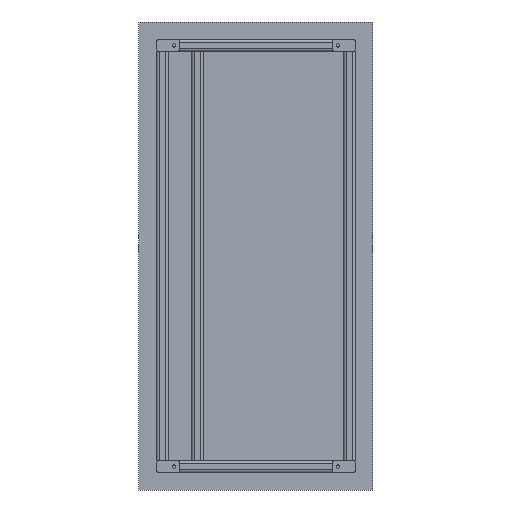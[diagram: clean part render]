
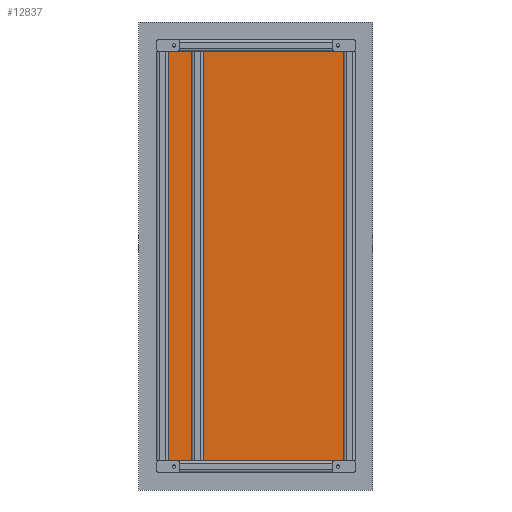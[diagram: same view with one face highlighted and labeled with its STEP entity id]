
A CAD part, front view. The second image highlights one B-rep face of the part: STEP entity #12837.
In plain terms, the highlighted planar face has unit normal (0, -1, 0).
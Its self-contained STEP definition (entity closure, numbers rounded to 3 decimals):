
#3906 = CYLINDRICAL_SURFACE('',#3907,11.43);
#3907 = AXIS2_PLACEMENT_3D('',#3908,#3909,#3910);
#3908 = CARTESIAN_POINT('',(824.23,50.8,-11.43));
#3909 = DIRECTION('',(0.,-1.,0.));
#3910 = DIRECTION('',(1.,0.,0.));
#5266 = CYLINDRICAL_SURFACE('',#5267,11.43);
#5267 = AXIS2_PLACEMENT_3D('',#5268,#5269,#5270);
#5268 = CARTESIAN_POINT('',(824.23,50.8,1789.43));
#5269 = DIRECTION('',(0.,-1.,0.));
#5270 = DIRECTION('',(1.,0.,0.));
#6614 = CYLINDRICAL_SURFACE('',#6615,11.43);
#6615 = AXIS2_PLACEMENT_3D('',#6616,#6617,#6618);
#6616 = CARTESIAN_POINT('',(39.37,50.8,1789.43));
#6617 = DIRECTION('',(0.,-1.,0.));
#6618 = DIRECTION('',(1.,0.,0.));
#7906 = CYLINDRICAL_SURFACE('',#7907,11.43);
#7907 = AXIS2_PLACEMENT_3D('',#7908,#7909,#7910);
#7908 = CARTESIAN_POINT('',(39.37,50.8,-11.43));
#7909 = DIRECTION('',(0.,-1.,0.));
#7910 = DIRECTION('',(1.,0.,0.));
#9001 = VERTEX_POINT('',#9002);
#9002 = CARTESIAN_POINT('',(824.23,50.8,0.));
#9027 = EDGE_CURVE('',#9001,#9028,#9030,.T.);
#9028 = VERTEX_POINT('',#9029);
#9029 = CARTESIAN_POINT('',(812.8,50.8,-11.43));
#9030 = SURFACE_CURVE('',#9031,(#9036,#9043),.PCURVE_S1.);
#9031 = CIRCLE('',#9032,11.43);
#9032 = AXIS2_PLACEMENT_3D('',#9033,#9034,#9035);
#9033 = CARTESIAN_POINT('',(824.23,50.8,-11.43));
#9034 = DIRECTION('',(0.,-1.,0.));
#9035 = DIRECTION('',(1.,0.,0.));
#9036 = PCURVE('',#3906,#9037);
#9037 = DEFINITIONAL_REPRESENTATION('',(#9038),#9042);
#9038 = LINE('',#9039,#9040);
#9039 = CARTESIAN_POINT('',(0.,0.));
#9040 = VECTOR('',#9041,1.);
#9041 = DIRECTION('',(1.,0.));
#9042 = ( GEOMETRIC_REPRESENTATION_CONTEXT(2) 
PARAMETRIC_REPRESENTATION_CONTEXT() REPRESENTATION_CONTEXT('2D SPACE',''
  ) );
#9043 = PCURVE('',#9044,#9049);
#9044 = PLANE('',#9045);
#9045 = AXIS2_PLACEMENT_3D('',#9046,#9047,#9048);
#9046 = CARTESIAN_POINT('',(-76.2,50.8,-127.));
#9047 = DIRECTION('',(0.,-1.,0.));
#9048 = DIRECTION('',(1.,0.,0.));
#9049 = DEFINITIONAL_REPRESENTATION('',(#9050),#9054);
#9050 = CIRCLE('',#9051,11.43);
#9051 = AXIS2_PLACEMENT_2D('',#9052,#9053);
#9052 = CARTESIAN_POINT('',(900.43,115.57));
#9053 = DIRECTION('',(1.,0.));
#9054 = ( GEOMETRIC_REPRESENTATION_CONTEXT(2) 
PARAMETRIC_REPRESENTATION_CONTEXT() REPRESENTATION_CONTEXT('2D SPACE',''
  ) );
#10369 = VERTEX_POINT('',#10370);
#10370 = CARTESIAN_POINT('',(812.8,50.8,1789.43));
#10396 = EDGE_CURVE('',#10369,#10397,#10399,.T.);
#10397 = VERTEX_POINT('',#10398);
#10398 = CARTESIAN_POINT('',(824.23,50.8,1778.));
#10399 = SURFACE_CURVE('',#10400,(#10405,#10412),.PCURVE_S1.);
#10400 = CIRCLE('',#10401,11.43);
#10401 = AXIS2_PLACEMENT_3D('',#10402,#10403,#10404);
#10402 = CARTESIAN_POINT('',(824.23,50.8,1789.43));
#10403 = DIRECTION('',(0.,-1.,0.));
#10404 = DIRECTION('',(1.,0.,0.));
#10405 = PCURVE('',#5266,#10406);
#10406 = DEFINITIONAL_REPRESENTATION('',(#10407),#10411);
#10407 = LINE('',#10408,#10409);
#10408 = CARTESIAN_POINT('',(0.,0.));
#10409 = VECTOR('',#10410,1.);
#10410 = DIRECTION('',(1.,0.));
#10411 = ( GEOMETRIC_REPRESENTATION_CONTEXT(2) 
PARAMETRIC_REPRESENTATION_CONTEXT() REPRESENTATION_CONTEXT('2D SPACE',''
  ) );
#10412 = PCURVE('',#9044,#10413);
#10413 = DEFINITIONAL_REPRESENTATION('',(#10414),#10418);
#10414 = CIRCLE('',#10415,11.43);
#10415 = AXIS2_PLACEMENT_2D('',#10416,#10417);
#10416 = CARTESIAN_POINT('',(900.43,1916.43));
#10417 = DIRECTION('',(1.,0.));
#10418 = ( GEOMETRIC_REPRESENTATION_CONTEXT(2) 
PARAMETRIC_REPRESENTATION_CONTEXT() REPRESENTATION_CONTEXT('2D SPACE',''
  ) );
#11538 = VERTEX_POINT('',#11539);
#11539 = CARTESIAN_POINT('',(39.37,50.8,1778.));
#11564 = EDGE_CURVE('',#11538,#11565,#11567,.T.);
#11565 = VERTEX_POINT('',#11566);
#11566 = CARTESIAN_POINT('',(50.8,50.8,1789.43));
#11567 = SURFACE_CURVE('',#11568,(#11573,#11580),.PCURVE_S1.);
#11568 = CIRCLE('',#11569,11.43);
#11569 = AXIS2_PLACEMENT_3D('',#11570,#11571,#11572);
#11570 = CARTESIAN_POINT('',(39.37,50.8,1789.43));
#11571 = DIRECTION('',(0.,-1.,0.));
#11572 = DIRECTION('',(1.,0.,0.));
#11573 = PCURVE('',#6614,#11574);
#11574 = DEFINITIONAL_REPRESENTATION('',(#11575),#11579);
#11575 = LINE('',#11576,#11577);
#11576 = CARTESIAN_POINT('',(0.,0.));
#11577 = VECTOR('',#11578,1.);
#11578 = DIRECTION('',(1.,0.));
#11579 = ( GEOMETRIC_REPRESENTATION_CONTEXT(2) 
PARAMETRIC_REPRESENTATION_CONTEXT() REPRESENTATION_CONTEXT('2D SPACE',''
  ) );
#11580 = PCURVE('',#9044,#11581);
#11581 = DEFINITIONAL_REPRESENTATION('',(#11582),#11586);
#11582 = CIRCLE('',#11583,11.43);
#11583 = AXIS2_PLACEMENT_2D('',#11584,#11585);
#11584 = CARTESIAN_POINT('',(115.57,1916.43));
#11585 = DIRECTION('',(1.,0.));
#11586 = ( GEOMETRIC_REPRESENTATION_CONTEXT(2) 
PARAMETRIC_REPRESENTATION_CONTEXT() REPRESENTATION_CONTEXT('2D SPACE',''
  ) );
#12276 = VERTEX_POINT('',#12277);
#12277 = CARTESIAN_POINT('',(50.8,50.8,-11.43));
#12302 = EDGE_CURVE('',#12276,#12303,#12305,.T.);
#12303 = VERTEX_POINT('',#12304);
#12304 = CARTESIAN_POINT('',(39.37,50.8,0.));
#12305 = SURFACE_CURVE('',#12306,(#12311,#12318),.PCURVE_S1.);
#12306 = CIRCLE('',#12307,11.43);
#12307 = AXIS2_PLACEMENT_3D('',#12308,#12309,#12310);
#12308 = CARTESIAN_POINT('',(39.37,50.8,-11.43));
#12309 = DIRECTION('',(0.,-1.,0.));
#12310 = DIRECTION('',(1.,0.,0.));
#12311 = PCURVE('',#7906,#12312);
#12312 = DEFINITIONAL_REPRESENTATION('',(#12313),#12317);
#12313 = LINE('',#12314,#12315);
#12314 = CARTESIAN_POINT('',(0.,0.));
#12315 = VECTOR('',#12316,1.);
#12316 = DIRECTION('',(1.,0.));
#12317 = ( GEOMETRIC_REPRESENTATION_CONTEXT(2) 
PARAMETRIC_REPRESENTATION_CONTEXT() REPRESENTATION_CONTEXT('2D SPACE',''
  ) );
#12318 = PCURVE('',#9044,#12319);
#12319 = DEFINITIONAL_REPRESENTATION('',(#12320),#12324);
#12320 = CIRCLE('',#12321,11.43);
#12321 = AXIS2_PLACEMENT_2D('',#12322,#12323);
#12322 = CARTESIAN_POINT('',(115.57,115.57));
#12323 = DIRECTION('',(1.,0.));
#12324 = ( GEOMETRIC_REPRESENTATION_CONTEXT(2) 
PARAMETRIC_REPRESENTATION_CONTEXT() REPRESENTATION_CONTEXT('2D SPACE',''
  ) );
#12826 = CYLINDRICAL_SURFACE('',#12827,11.43);
#12827 = AXIS2_PLACEMENT_3D('',#12828,#12829,#12830);
#12828 = CARTESIAN_POINT('',(824.23,39.37,0.));
#12829 = DIRECTION('',(0.,0.,1.));
#12830 = DIRECTION('',(1.,0.,-0.));
#12837 = ADVANCED_FACE('',(#12838),#9044,.T.);
#12838 = FACE_BOUND('',#12839,.T.);
#12839 = EDGE_LOOP('',(#12840,#12841,#12866,#12867,#12887,#12888,#12914,
    #12915));
#12840 = ORIENTED_EDGE('',*,*,#12302,.F.);
#12841 = ORIENTED_EDGE('',*,*,#12842,.T.);
#12842 = EDGE_CURVE('',#12276,#9028,#12843,.T.);
#12843 = SURFACE_CURVE('',#12844,(#12848,#12855),.PCURVE_S1.);
#12844 = LINE('',#12845,#12846);
#12845 = CARTESIAN_POINT('',(50.8,50.8,-11.43));
#12846 = VECTOR('',#12847,1.);
#12847 = DIRECTION('',(1.,0.,0.));
#12848 = PCURVE('',#9044,#12849);
#12849 = DEFINITIONAL_REPRESENTATION('',(#12850),#12854);
#12850 = LINE('',#12851,#12852);
#12851 = CARTESIAN_POINT('',(127.,115.57));
#12852 = VECTOR('',#12853,1.);
#12853 = DIRECTION('',(1.,0.));
#12854 = ( GEOMETRIC_REPRESENTATION_CONTEXT(2) 
PARAMETRIC_REPRESENTATION_CONTEXT() REPRESENTATION_CONTEXT('2D SPACE',''
  ) );
#12855 = PCURVE('',#12856,#12861);
#12856 = CYLINDRICAL_SURFACE('',#12857,11.43);
#12857 = AXIS2_PLACEMENT_3D('',#12858,#12859,#12860);
#12858 = CARTESIAN_POINT('',(50.8,39.37,-11.43));
#12859 = DIRECTION('',(1.,0.,0.));
#12860 = DIRECTION('',(0.,0.,-1.));
#12861 = DEFINITIONAL_REPRESENTATION('',(#12862),#12865);
#12862 = B_SPLINE_CURVE_WITH_KNOTS('',1,(#12863,#12864),.UNSPECIFIED.,
  .F.,.F.,(2,2),(0.,762.),.PIECEWISE_BEZIER_KNOTS.);
#12863 = CARTESIAN_POINT('',(1.571,0.));
#12864 = CARTESIAN_POINT('',(1.571,762.));
#12865 = ( GEOMETRIC_REPRESENTATION_CONTEXT(2) 
PARAMETRIC_REPRESENTATION_CONTEXT() REPRESENTATION_CONTEXT('2D SPACE',''
  ) );
#12866 = ORIENTED_EDGE('',*,*,#9027,.F.);
#12867 = ORIENTED_EDGE('',*,*,#12868,.T.);
#12868 = EDGE_CURVE('',#9001,#10397,#12869,.T.);
#12869 = SURFACE_CURVE('',#12870,(#12874,#12881),.PCURVE_S1.);
#12870 = LINE('',#12871,#12872);
#12871 = CARTESIAN_POINT('',(824.23,50.8,0.));
#12872 = VECTOR('',#12873,1.);
#12873 = DIRECTION('',(0.,0.,1.));
#12874 = PCURVE('',#9044,#12875);
#12875 = DEFINITIONAL_REPRESENTATION('',(#12876),#12880);
#12876 = LINE('',#12877,#12878);
#12877 = CARTESIAN_POINT('',(900.43,127.));
#12878 = VECTOR('',#12879,1.);
#12879 = DIRECTION('',(0.,1.));
#12880 = ( GEOMETRIC_REPRESENTATION_CONTEXT(2) 
PARAMETRIC_REPRESENTATION_CONTEXT() REPRESENTATION_CONTEXT('2D SPACE',''
  ) );
#12881 = PCURVE('',#12826,#12882);
#12882 = DEFINITIONAL_REPRESENTATION('',(#12883),#12886);
#12883 = B_SPLINE_CURVE_WITH_KNOTS('',1,(#12884,#12885),.UNSPECIFIED.,
  .F.,.F.,(2,2),(0.,1778.),.PIECEWISE_BEZIER_KNOTS.);
#12884 = CARTESIAN_POINT('',(1.571,0.));
#12885 = CARTESIAN_POINT('',(1.571,1778.));
#12886 = ( GEOMETRIC_REPRESENTATION_CONTEXT(2) 
PARAMETRIC_REPRESENTATION_CONTEXT() REPRESENTATION_CONTEXT('2D SPACE',''
  ) );
#12887 = ORIENTED_EDGE('',*,*,#10396,.F.);
#12888 = ORIENTED_EDGE('',*,*,#12889,.F.);
#12889 = EDGE_CURVE('',#11565,#10369,#12890,.T.);
#12890 = SURFACE_CURVE('',#12891,(#12895,#12902),.PCURVE_S1.);
#12891 = LINE('',#12892,#12893);
#12892 = CARTESIAN_POINT('',(50.8,50.8,1789.43));
#12893 = VECTOR('',#12894,1.);
#12894 = DIRECTION('',(1.,0.,0.));
#12895 = PCURVE('',#9044,#12896);
#12896 = DEFINITIONAL_REPRESENTATION('',(#12897),#12901);
#12897 = LINE('',#12898,#12899);
#12898 = CARTESIAN_POINT('',(127.,1916.43));
#12899 = VECTOR('',#12900,1.);
#12900 = DIRECTION('',(1.,0.));
#12901 = ( GEOMETRIC_REPRESENTATION_CONTEXT(2) 
PARAMETRIC_REPRESENTATION_CONTEXT() REPRESENTATION_CONTEXT('2D SPACE',''
  ) );
#12902 = PCURVE('',#12903,#12908);
#12903 = CYLINDRICAL_SURFACE('',#12904,11.43);
#12904 = AXIS2_PLACEMENT_3D('',#12905,#12906,#12907);
#12905 = CARTESIAN_POINT('',(50.8,39.37,1789.43));
#12906 = DIRECTION('',(1.,0.,0.));
#12907 = DIRECTION('',(0.,0.,-1.));
#12908 = DEFINITIONAL_REPRESENTATION('',(#12909),#12913);
#12909 = LINE('',#12910,#12911);
#12910 = CARTESIAN_POINT('',(1.571,0.));
#12911 = VECTOR('',#12912,1.);
#12912 = DIRECTION('',(0.,1.));
#12913 = ( GEOMETRIC_REPRESENTATION_CONTEXT(2) 
PARAMETRIC_REPRESENTATION_CONTEXT() REPRESENTATION_CONTEXT('2D SPACE',''
  ) );
#12914 = ORIENTED_EDGE('',*,*,#11564,.F.);
#12915 = ORIENTED_EDGE('',*,*,#12916,.F.);
#12916 = EDGE_CURVE('',#12303,#11538,#12917,.T.);
#12917 = SURFACE_CURVE('',#12918,(#12922,#12929),.PCURVE_S1.);
#12918 = LINE('',#12919,#12920);
#12919 = CARTESIAN_POINT('',(39.37,50.8,0.));
#12920 = VECTOR('',#12921,1.);
#12921 = DIRECTION('',(0.,0.,1.));
#12922 = PCURVE('',#9044,#12923);
#12923 = DEFINITIONAL_REPRESENTATION('',(#12924),#12928);
#12924 = LINE('',#12925,#12926);
#12925 = CARTESIAN_POINT('',(115.57,127.));
#12926 = VECTOR('',#12927,1.);
#12927 = DIRECTION('',(0.,1.));
#12928 = ( GEOMETRIC_REPRESENTATION_CONTEXT(2) 
PARAMETRIC_REPRESENTATION_CONTEXT() REPRESENTATION_CONTEXT('2D SPACE',''
  ) );
#12929 = PCURVE('',#12930,#12935);
#12930 = CYLINDRICAL_SURFACE('',#12931,11.43);
#12931 = AXIS2_PLACEMENT_3D('',#12932,#12933,#12934);
#12932 = CARTESIAN_POINT('',(39.37,39.37,0.));
#12933 = DIRECTION('',(0.,0.,1.));
#12934 = DIRECTION('',(1.,0.,-0.));
#12935 = DEFINITIONAL_REPRESENTATION('',(#12936),#12940);
#12936 = LINE('',#12937,#12938);
#12937 = CARTESIAN_POINT('',(1.571,0.));
#12938 = VECTOR('',#12939,1.);
#12939 = DIRECTION('',(0.,1.));
#12940 = ( GEOMETRIC_REPRESENTATION_CONTEXT(2) 
PARAMETRIC_REPRESENTATION_CONTEXT() REPRESENTATION_CONTEXT('2D SPACE',''
  ) );
